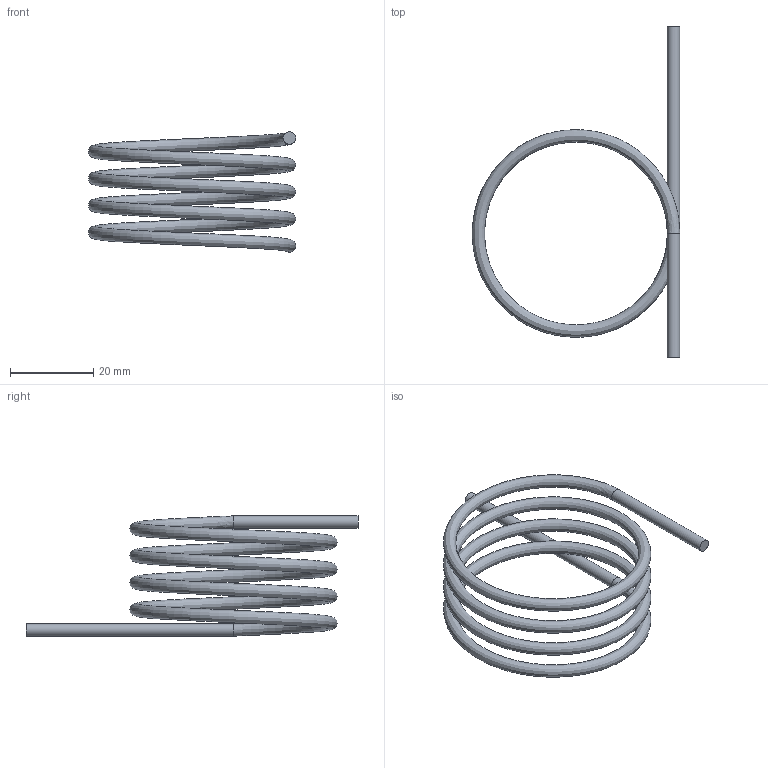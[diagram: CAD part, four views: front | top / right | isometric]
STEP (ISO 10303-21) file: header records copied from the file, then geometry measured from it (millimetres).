
FILE_DESCRIPTION(('STEP AP214'), '1');
FILE_NAME('Spring for Open Niryo One', '', ('UNSPECIFIED'), ('UNSPECIFIED'), 'ASCON STEP Converter 1.6', 'ASCON Math Kernel', '');
FILE_SCHEMA(('AUTOMOTIVE_DESIGN { 1 0 10303 214 3 1 1}'));
Length unit declared in the file: millimetre
Bounding box: 49.97 x 80 x 29 mm (x, y, z)
Volume: 4738.8 mm3; surface area: 6335.7 mm2
Topology: 1 solids, 1 shells, 5 faces, 8 edges, 6 vertices
Faces by surface type: cylinder 2, plane 2, bspline 1
Full cylindrical faces by diameter (mm): 3 x2
Entity records: 2276 total; most frequent: CARTESIAN_POINT 2115, DIRECTION 18, AXIS2_PLACEMENT_3D 9, EDGE_LOOP 8, ORIENTED_EDGE 8, COLOUR_RGB 7, PRESENTATION_STYLE_ASSIGNMENT 7, STYLED_ITEM 7
